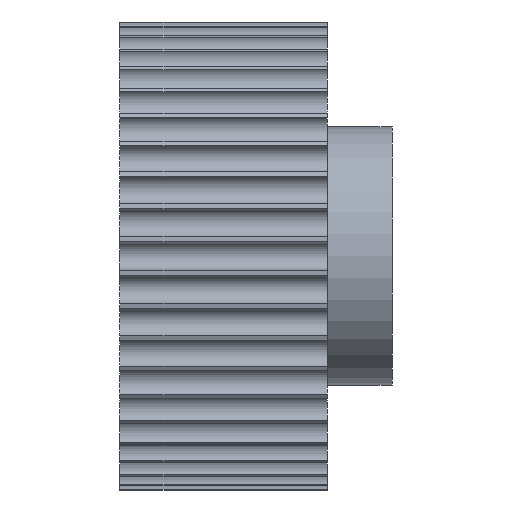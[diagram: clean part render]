
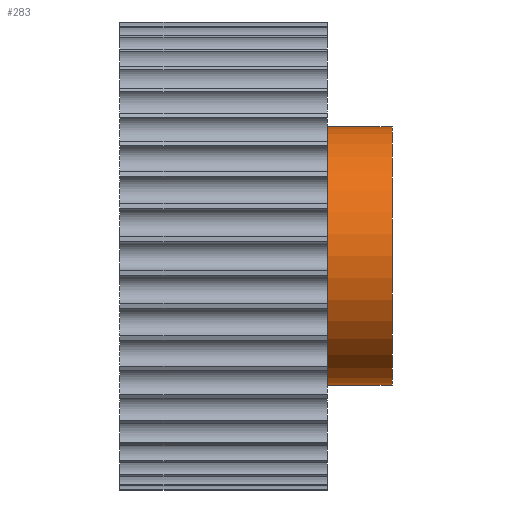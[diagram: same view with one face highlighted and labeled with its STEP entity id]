
A CAD part, front view. The second image highlights one B-rep face of the part: STEP entity #283.
In plain terms, the highlighted cylindrical face has radius 19 mm (diameter 38 mm), a full revolution.
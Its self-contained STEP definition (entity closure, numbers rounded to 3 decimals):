
#283 = ADVANCED_FACE( '', ( #573, #574 ), #575, .T. );
#573 = FACE_OUTER_BOUND( '', #864, .T. );
#574 = FACE_OUTER_BOUND( '', #865, .T. );
#575 = CYLINDRICAL_SURFACE( '', #866, 19. );
#864 = EDGE_LOOP( '', ( #1726 ) );
#865 = EDGE_LOOP( '', ( #1727 ) );
#866 = AXIS2_PLACEMENT_3D( '', #1728, #1729, #1730 );
#1726 = ORIENTED_EDGE( '', *, *, #1987, .F. );
#1727 = ORIENTED_EDGE( '', *, *, #2114, .T. );
#1728 = CARTESIAN_POINT( '', ( 500., 0., 0. ) );
#1729 = DIRECTION( '', ( -1., 0., 0. ) );
#1730 = DIRECTION( '', ( 0., 0., -1. ) );
#1987 = EDGE_CURVE( '', #2476, #2476, #2477, .T. );
#2114 = EDGE_CURVE( '', #2648, #2648, #2649, .T. );
#2476 = VERTEX_POINT( '', #3080 );
#2477 = CIRCLE( '', #3081, 19. );
#2648 = VERTEX_POINT( '', #3271 );
#2649 = CIRCLE( '', #3272, 19. );
#3080 = CARTESIAN_POINT( '', ( 40., 0., -19. ) );
#3081 = AXIS2_PLACEMENT_3D( '', #3637, #3638, #3639 );
#3271 = CARTESIAN_POINT( '', ( 30.5, 0., -19. ) );
#3272 = AXIS2_PLACEMENT_3D( '', #3890, #3891, #3892 );
#3637 = CARTESIAN_POINT( '', ( 40., 0., 0. ) );
#3638 = DIRECTION( '', ( 1., 0., 0. ) );
#3639 = DIRECTION( '', ( 0., 0., -1. ) );
#3890 = CARTESIAN_POINT( '', ( 30.5, 0., 0. ) );
#3891 = DIRECTION( '', ( 1., 0., 0. ) );
#3892 = DIRECTION( '', ( 0., 0., -1. ) );
